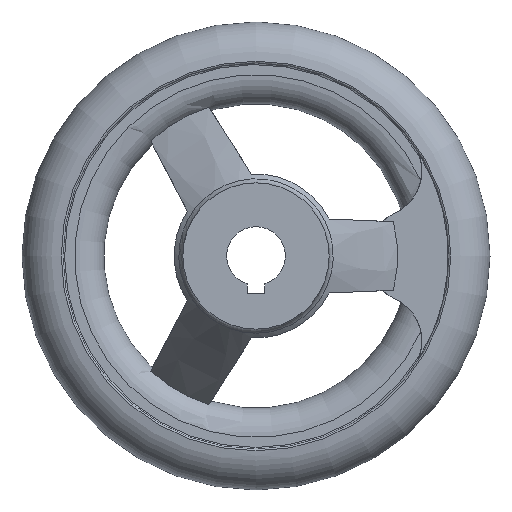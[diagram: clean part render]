
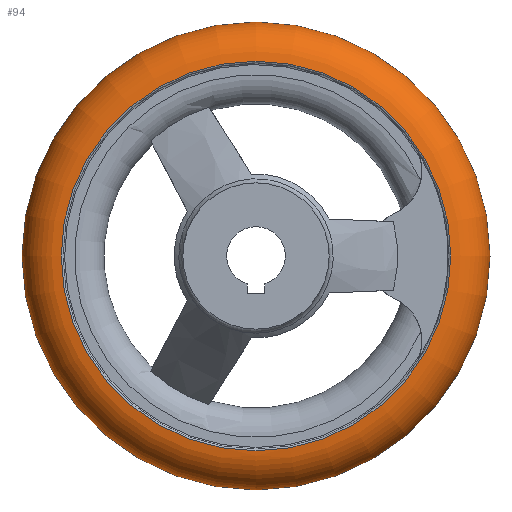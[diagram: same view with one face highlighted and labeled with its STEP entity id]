
A CAD part, front view. The second image highlights one B-rep face of the part: STEP entity #94.
In plain terms, the highlighted toroidal (fillet/blend) face has major radius 33 mm and minor radius 7 mm.
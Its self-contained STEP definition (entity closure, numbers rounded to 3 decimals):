
#94 = ADVANCED_FACE( '', ( #214, #215, #216 ), #217, .T. );
#214 = FACE_BOUND( '', #359, .T. );
#215 = FACE_OUTER_BOUND( '', #360, .T. );
#216 = FACE_OUTER_BOUND( '', #361, .T. );
#217 = TOROIDAL_SURFACE( '', #362, 33., 7. );
#359 = VERTEX_LOOP( '', #598 );
#360 = EDGE_LOOP( '', ( #599 ) );
#361 = EDGE_LOOP( '', ( #600 ) );
#362 = AXIS2_PLACEMENT_3D( '', #601, #602, #603 );
#598 = VERTEX_POINT( '', #890 );
#599 = ORIENTED_EDGE( '', *, *, #891, .T. );
#600 = ORIENTED_EDGE( '', *, *, #892, .F. );
#601 = CARTESIAN_POINT( '', ( 0., 22., 0. ) );
#602 = DIRECTION( '', ( 0., -1., 0. ) );
#603 = DIRECTION( '', ( 0., 0., -1. ) );
#890 = CARTESIAN_POINT( '', ( 0., 22., -40. ) );
#891 = EDGE_CURVE( '', #1088, #1088, #1089, .T. );
#892 = EDGE_CURVE( '', #1090, #1090, #1091, .T. );
#1088 = VERTEX_POINT( '', #1583 );
#1089 = CIRCLE( '', #1584, 33.292 );
#1090 = VERTEX_POINT( '', #1585 );
#1091 = CIRCLE( '', #1586, 33.292 );
#1583 = CARTESIAN_POINT( '', ( 0., 28.994, -33.292 ) );
#1584 = AXIS2_PLACEMENT_3D( '', #1794, #1795, #1796 );
#1585 = CARTESIAN_POINT( '', ( 0., 15.006, -33.292 ) );
#1586 = AXIS2_PLACEMENT_3D( '', #1797, #1798, #1799 );
#1794 = CARTESIAN_POINT( '', ( 0., 28.994, 0. ) );
#1795 = DIRECTION( '', ( 0., -1., 0. ) );
#1796 = DIRECTION( '', ( 0., 0., -1. ) );
#1797 = CARTESIAN_POINT( '', ( 0., 15.006, 0. ) );
#1798 = DIRECTION( '', ( 0., -1., 0. ) );
#1799 = DIRECTION( '', ( 0., 0., -1. ) );
